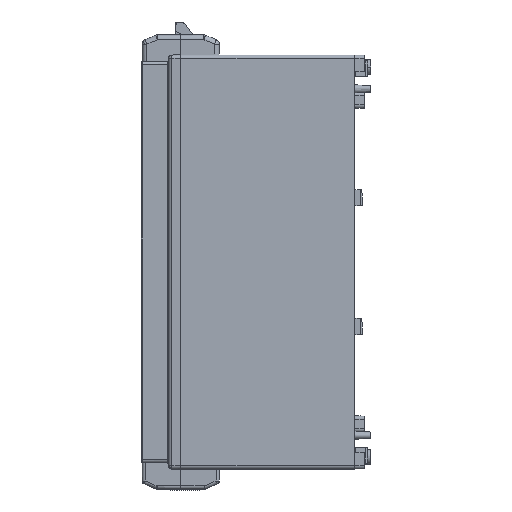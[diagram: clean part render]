
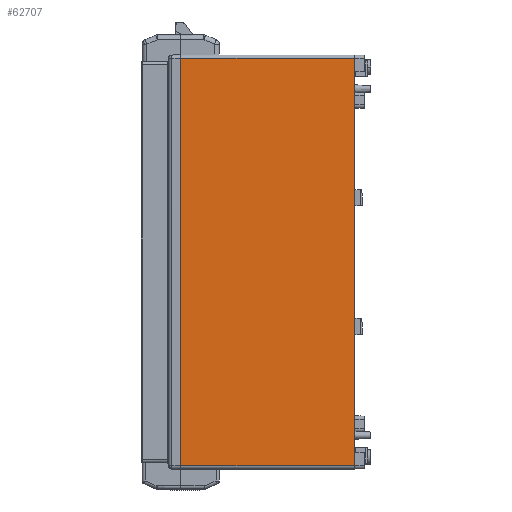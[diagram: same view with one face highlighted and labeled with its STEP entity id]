
A CAD part, left-side view. The second image highlights one B-rep face of the part: STEP entity #62707.
In plain terms, the highlighted planar face has unit normal (-1, 0, 0).
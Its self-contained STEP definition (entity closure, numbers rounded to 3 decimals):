
#3397 = B_SPLINE_CURVE_WITH_KNOTS ( 'NONE', 3,
 ( #14696, #14697, #14698, #14699 ),
 .UNSPECIFIED., .F., .F.,
 ( 4, 4 ),
 ( 0., 1. ),
 .UNSPECIFIED. ) ;
#6942 = LINE ( 'NONE', #6943, #8734 ) ;
#6943 = CARTESIAN_POINT ( 'NONE',  ( 1180.336, -1.356, 2.61 ) ) ;
#6944 = DIRECTION ( 'NONE',  ( 0., 0., 1. ) ) ;
#8734 = VECTOR ( 'NONE', #6944, 1000. ) ;
#10002 = VERTEX_POINT ( 'NONE', #39337 ) ;
#10014 = VERTEX_POINT ( 'NONE', #39343 ) ;
#10250 = VERTEX_POINT ( 'NONE', #39535 ) ;
#10318 = VERTEX_POINT ( 'NONE', #39792 ) ;
#14696 = CARTESIAN_POINT ( 'NONE',  ( 1180.336, -1.356, -123.89 ) ) ;
#14697 = CARTESIAN_POINT ( 'NONE',  ( 1180.336, 34.644, -123.89 ) ) ;
#14698 = CARTESIAN_POINT ( 'NONE',  ( 1180.336, 70.644, -123.89 ) ) ;
#14699 = CARTESIAN_POINT ( 'NONE',  ( 1180.336, 106.644, -123.89 ) ) ;
#15780 = VECTOR ( 'NONE', #19078, 1000. ) ;
#17222 = B_SPLINE_CURVE_WITH_KNOTS ( 'NONE', 3,
 ( #19044, #19046, #19048, #19050 ),
 .UNSPECIFIED., .F., .F.,
 ( 4, 4 ),
 ( 0., 1. ),
 .UNSPECIFIED. ) ;
#19044 = CARTESIAN_POINT ( 'NONE',  ( 1180.336, 106.644, 129.11 ) ) ;
#19046 = CARTESIAN_POINT ( 'NONE',  ( 1180.336, 70.644, 129.11 ) ) ;
#19048 = CARTESIAN_POINT ( 'NONE',  ( 1180.336, 34.644, 129.11 ) ) ;
#19050 = CARTESIAN_POINT ( 'NONE',  ( 1180.336, -1.356, 129.11 ) ) ;
#19074 = LINE ( 'NONE', #19076, #15780 ) ;
#19076 = CARTESIAN_POINT ( 'NONE',  ( 1180.336, 106.644, 2.61 ) ) ;
#19078 = DIRECTION ( 'NONE',  ( 0., 0., 1. ) ) ;
#36492 = FACE_OUTER_BOUND ( 'NONE', #80309, .T. ) ;
#36500 = AXIS2_PLACEMENT_3D ( 'NONE', #59308, #59309, #59310 ) ;
#39337 = CARTESIAN_POINT ( 'NONE',  ( 1180.336, -1.356, -123.89 ) ) ;
#39343 = CARTESIAN_POINT ( 'NONE',  ( 1180.336, -1.356, 129.11 ) ) ;
#39535 = CARTESIAN_POINT ( 'NONE',  ( 1180.336, 106.644, -123.89 ) ) ;
#39792 = CARTESIAN_POINT ( 'NONE',  ( 1180.336, 106.644, 129.11 ) ) ;
#59307 = PLANE ( 'NONE',  #36500 ) ;
#59308 = CARTESIAN_POINT ( 'NONE',  ( 1180.336, 52.644, 2.61 ) ) ;
#59309 = DIRECTION ( 'NONE',  ( 1., 0., 0. ) ) ;
#59310 = DIRECTION ( 'NONE',  ( 0., 0., -1. ) ) ;
#62707 = ADVANCED_FACE ( 'NONE', ( #36492 ), #59307, .F. ) ;
#80309 = EDGE_LOOP ( 'NONE', ( #88795, #88796, #88797, #88794 ) ) ;
#83304 = EDGE_CURVE ( 'NONE', #10002, #10014, #6942, .T. ) ;
#83607 = EDGE_CURVE ( 'NONE', #10002, #10250, #3397, .T. ) ;
#83874 = EDGE_CURVE ( 'NONE', #10318, #10014, #17222, .T. ) ;
#83876 = EDGE_CURVE ( 'NONE', #10250, #10318, #19074, .T. ) ;
#88794 = ORIENTED_EDGE ( 'NONE', *, *, #83876, .F. ) ;
#88795 = ORIENTED_EDGE ( 'NONE', *, *, #83607, .F. ) ;
#88796 = ORIENTED_EDGE ( 'NONE', *, *, #83304, .T. ) ;
#88797 = ORIENTED_EDGE ( 'NONE', *, *, #83874, .F. ) ;
